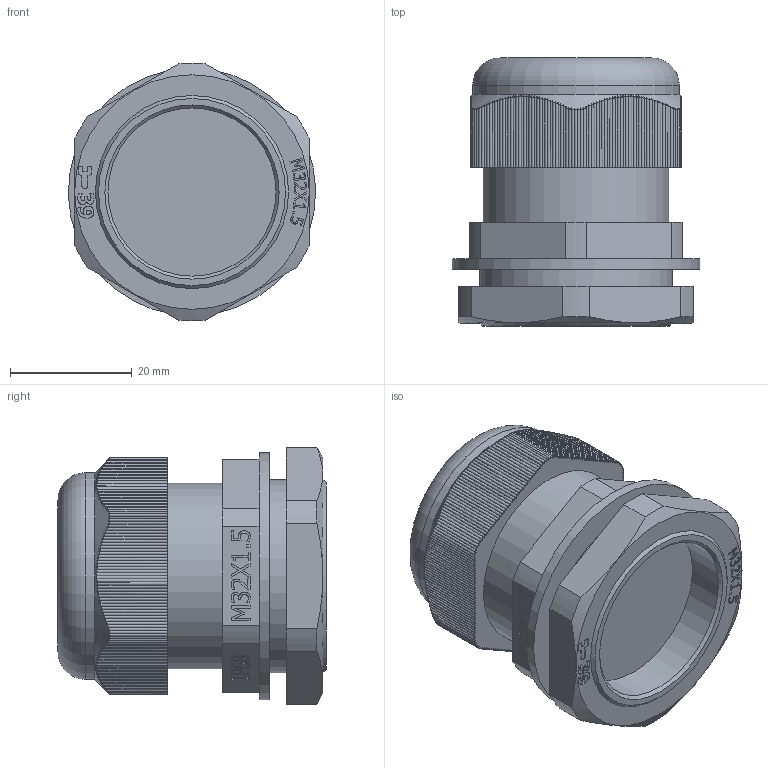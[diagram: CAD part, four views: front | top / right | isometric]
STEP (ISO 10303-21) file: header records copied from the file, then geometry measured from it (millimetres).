
FILE_DESCRIPTION(/* description */ (''),/* implementation_level */ '2;1');
FILE_NAME(/* name */ 'MG 32 (zeta30874, zeta30904, zeta35232).stp',/* time_stamp */ '2025-07-22T09:54:35+07:00',/* author */ ('zeta-86'),/* organization */ (''),/* preprocessor_version */ 'ST-DEVELOPER v19.2',/* originating_system */ 'Autodesk Inventor 2024',/* authorisation */ '');
FILE_SCHEMA (('AUTOMOTIVE_DESIGN { 1 0 10303 214 3 1 1 }'));
Length unit declared in the file: millimetre
Products named in the file (1): MG 32 (zeta30874, zeta30904, zeta35232)
Bounding box: 40.58 x 44 x 42.29 mm (x, y, z)
Volume: 37891 mm3; surface area: 10145.4 mm2
Topology: 1 solids, 1 shells, 659 faces, 2102 edges, 1479 vertices
Faces by surface type: cylinder 253, plane 225, bspline 175, cone 4, torus 2
Full cylindrical faces by diameter (mm): 21 x1, 27.6 x1, 30.5 x1, 31.7 x1, 33.9 x1, 40.6 x1
Entity records: 29564 total; most frequent: CARTESIAN_POINT 12600, ORIENTED_EDGE 4204, DIRECTION 2569, EDGE_CURVE 2102, VERTEX_POINT 1479, LINE 957, VECTOR 957, B_SPLINE_CURVE_WITH_KNOTS 818
